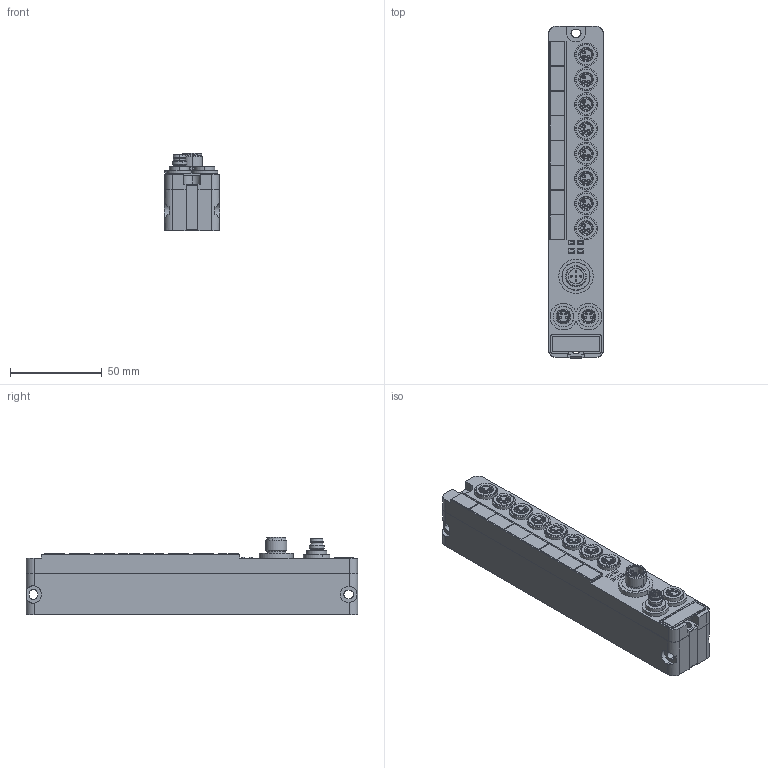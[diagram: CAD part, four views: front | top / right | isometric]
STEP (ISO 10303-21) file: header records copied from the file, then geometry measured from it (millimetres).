
FILE_DESCRIPTION(('CATIA V5 STEP Exchange','CAx-IF Rec.Pracs.--- Model Styling and Organization---1.5--- 2016-08-15','CAx-IF Rec.Pracs.---Supplemental Geometry---1.0---2011-11-01','CAx-IF Rec.Pracs.--- Composite Materials ---1.1---2010-07-15'),'2;1');
FILE_NAME ('D1459606_0', '2024-09-02T06:57:58+00:00', ('none'), ('Weidmueller'), 'CATIA Version 5-6 Release 2022 SP4 HF5', 'CATIA V5 STEP AP214 v3', 'none');
FILE_SCHEMA(('AUTOMOTIVE_DESIGN { 1 0 10303 214 1 1 1 1 }'));
Length unit declared in the file: millimetre
Products named in the file (1): S3D_SAI_AU_M8_SB_8DIO
Bounding box: 30 x 180.83 x 42.1 mm (x, y, z)
Volume: 168068.9 mm3; surface area: 37283.7 mm2
Topology: 1 solids, 1 shells, 710 faces, 1700 edges, 1088 vertices
Faces by surface type: plane 338, cylinder 261, cone 111
Entity records: 20133 total; most frequent: CARTESIAN_POINT 4132, ORIENTED_EDGE 3400, DIRECTION 2496, EDGE_CURVE 1700, VERTEX_POINT 1088, VECTOR 1036, LINE 1036, AXIS2_PLACEMENT_3D 1033
